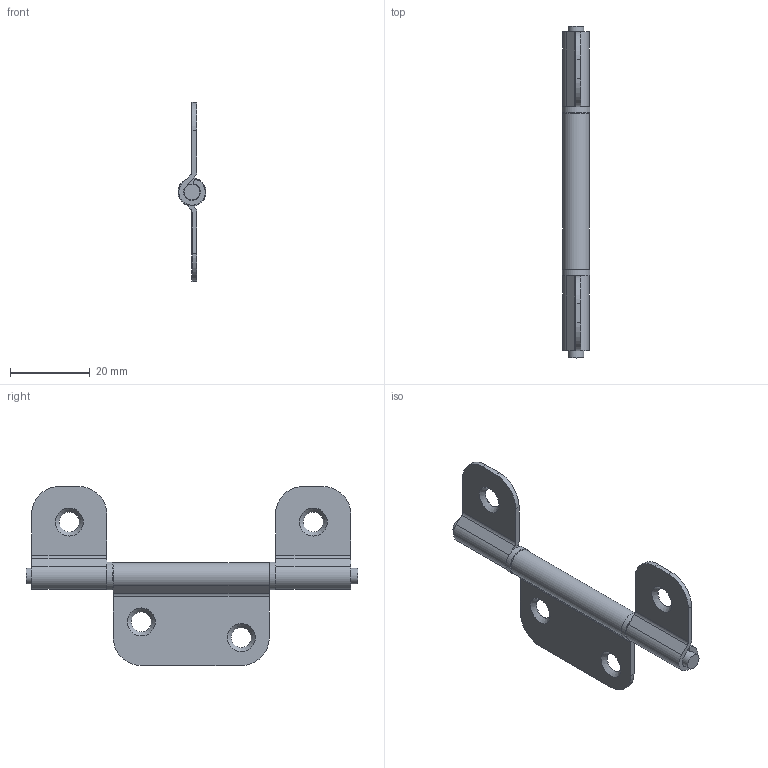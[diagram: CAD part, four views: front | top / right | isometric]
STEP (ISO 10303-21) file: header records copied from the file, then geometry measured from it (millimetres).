
FILE_DESCRIPTION(/* description */ (''),/* implementation_level */ '2;1');
FILE_NAME(/* name */ '1504C3.stp',/* time_stamp */ '2019-06-20T16:11:31+02:00',/* author */ ('DBARI'),/* organization */ (''),/* preprocessor_version */ 'ST-DEVELOPER v17.2',/* originating_system */ 'Autodesk Inventor 2019',/* authorisation */ '');
FILE_SCHEMA (('AUTOMOTIVE_DESIGN { 1 0 10303 214 3 1 1 }'));
Length unit declared in the file: millimetre
Products named in the file (5): 1504C3; 15173 Charniere 1; 15173 Charniere 2; 15219; Rondelle Nylon Charniere
Assembly tree (6 placements, depth 2):
  1504C3
    15173 Charniere 1
    15173 Charniere 2  x2
    15219
    Rondelle Nylon Charniere  x2
Bounding box: 7 x 83 x 44.8 mm (x, y, z)
Volume: 4199.6 mm3; surface area: 6937.8 mm2
Topology: 6 solids, 6 shells, 61 faces, 159 edges, 110 vertices
Faces by surface type: plane 30, cylinder 27, cone 4
Full cylindrical faces by diameter (mm): 4 x3, 5 x4, 7 x2
Entity records: 1516 total; most frequent: DIRECTION 259, CARTESIAN_POINT 231, ORIENTED_EDGE 212, EDGE_CURVE 106, AXIS2_PLACEMENT_3D 101, VERTEX_POINT 73, LINE 57, VECTOR 57
